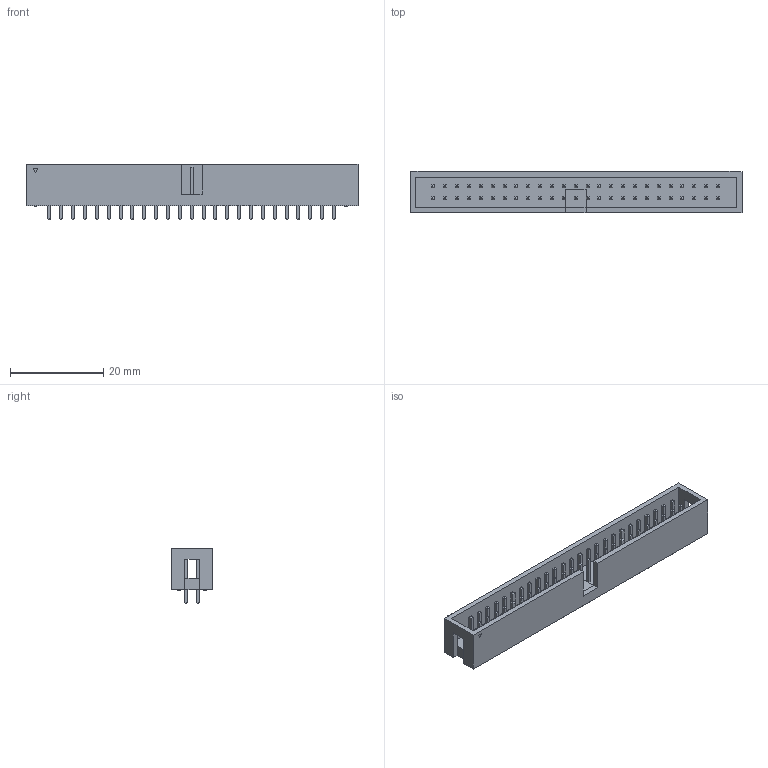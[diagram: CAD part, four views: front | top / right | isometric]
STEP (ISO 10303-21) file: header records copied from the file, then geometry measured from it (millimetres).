
FILE_DESCRIPTION(('FreeCAD Model'),'2;1');
FILE_NAME('ml_50_v.stp','2015-04-11T14:13:45',( 'FreeCAD'),('FreeCAD'),'Open CASCADE STEP processor 6.7','FreeCAD', 'Unknown');
FILE_SCHEMA(('AUTOMOTIVE_DESIGN_CC2 { 1 2 10303 214 -1 1 5 4 }'));
Length unit declared in the file: millimetre
Products named in the file (2): Array; LinearPattern001
Bounding box: 71.12 x 8.9 x 11.9 mm (x, y, z)
Volume: 2860.3 mm3; surface area: 5056.8 mm2
Topology: 51 solids, 51 shells, 948 faces, 1921 edges, 1076 vertices
Faces by surface type: plane 944, cylinder 4
Full cylindrical faces by diameter (mm): 0.6 x4
Entity records: 49101 total; most frequent: CARTESIAN_POINT 7852, DIRECTION 7645, LINE 5731, VECTOR 5731, ORIENTED_EDGE 3842, PCURVE 3842, DEFINITIONAL_REPRESENTATION 3842, EDGE_CURVE 1921
